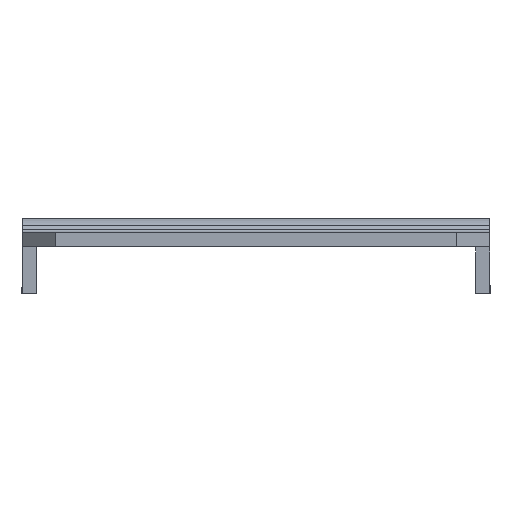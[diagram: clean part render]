
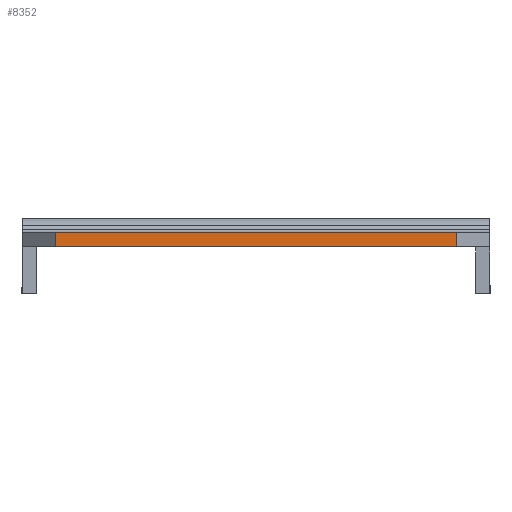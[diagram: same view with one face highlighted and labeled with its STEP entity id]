
A CAD part, left-side view. The second image highlights one B-rep face of the part: STEP entity #8352.
In plain terms, the highlighted planar face has unit normal (-1, 0, 0).
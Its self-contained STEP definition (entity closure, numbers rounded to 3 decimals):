
#15 = DIRECTION ( 'NONE',  ( 0., 0., 1. ) ) ;
#82 = ORIENTED_EDGE ( 'NONE', *, *, #10976, .T. ) ;
#611 = VECTOR ( 'NONE', #15, 1000. ) ;
#893 = EDGE_CURVE ( 'NONE', #8830, #8297, #10722, .T. ) ;
#1506 = CARTESIAN_POINT ( 'NONE',  ( -240., 24.75, -1.5 ) ) ;
#2280 = LINE ( 'NONE', #7882, #5392 ) ;
#2983 = DIRECTION ( 'NONE',  ( 0., 0., -1. ) ) ;
#3282 = DIRECTION ( 'NONE',  ( 0., 0., 1. ) ) ;
#3383 = FACE_OUTER_BOUND ( 'NONE', #10370, .T. ) ;
#3604 = LINE ( 'NONE', #7547, #611 ) ;
#3818 = CARTESIAN_POINT ( 'NONE',  ( -240., 24.75, -3. ) ) ;
#4836 = VERTEX_POINT ( 'NONE', #12360 ) ;
#5314 = VECTOR ( 'NONE', #8075, 1000. ) ;
#5363 = CARTESIAN_POINT ( 'NONE',  ( -240., 21.25, -3. ) ) ;
#5392 = VECTOR ( 'NONE', #2983, 1000. ) ;
#6985 = CARTESIAN_POINT ( 'NONE',  ( -240., 21.25, -1.5 ) ) ;
#7048 = DIRECTION ( 'NONE',  ( -1., 0., 0. ) ) ;
#7132 = CARTESIAN_POINT ( 'NONE',  ( -240., 24.75, -3. ) ) ;
#7547 = CARTESIAN_POINT ( 'NONE',  ( -240., -21.25, -3. ) ) ;
#7882 = CARTESIAN_POINT ( 'NONE',  ( -240., 21.25, -3. ) ) ;
#7929 = CARTESIAN_POINT ( 'NONE',  ( -240., -21.25, -1.5 ) ) ;
#8075 = DIRECTION ( 'NONE',  ( 0., -1., 0. ) ) ;
#8092 = LINE ( 'NONE', #3818, #10500 ) ;
#8297 = VERTEX_POINT ( 'NONE', #7929 ) ;
#8352 = ADVANCED_FACE ( 'NONE', ( #3383 ), #9894, .T. ) ;
#8830 = VERTEX_POINT ( 'NONE', #6985 ) ;
#8870 = VERTEX_POINT ( 'NONE', #5363 ) ;
#9586 = DIRECTION ( 'NONE',  ( 0., -1., 0. ) ) ;
#9894 = PLANE ( 'NONE',  #11465 ) ;
#10370 = EDGE_LOOP ( 'NONE', ( #11259, #82, #10980, #12196 ) ) ;
#10500 = VECTOR ( 'NONE', #9586, 1000. ) ;
#10722 = LINE ( 'NONE', #1506, #5314 ) ;
#10976 = EDGE_CURVE ( 'NONE', #4836, #8297, #3604, .T. ) ;
#10980 = ORIENTED_EDGE ( 'NONE', *, *, #893, .F. ) ;
#11019 = EDGE_CURVE ( 'NONE', #8870, #4836, #8092, .T. ) ;
#11044 = EDGE_CURVE ( 'NONE', #8830, #8870, #2280, .T. ) ;
#11259 = ORIENTED_EDGE ( 'NONE', *, *, #11019, .T. ) ;
#11465 = AXIS2_PLACEMENT_3D ( 'NONE', #7132, #7048, #3282 ) ;
#12196 = ORIENTED_EDGE ( 'NONE', *, *, #11044, .T. ) ;
#12360 = CARTESIAN_POINT ( 'NONE',  ( -240., -21.25, -3. ) ) ;
